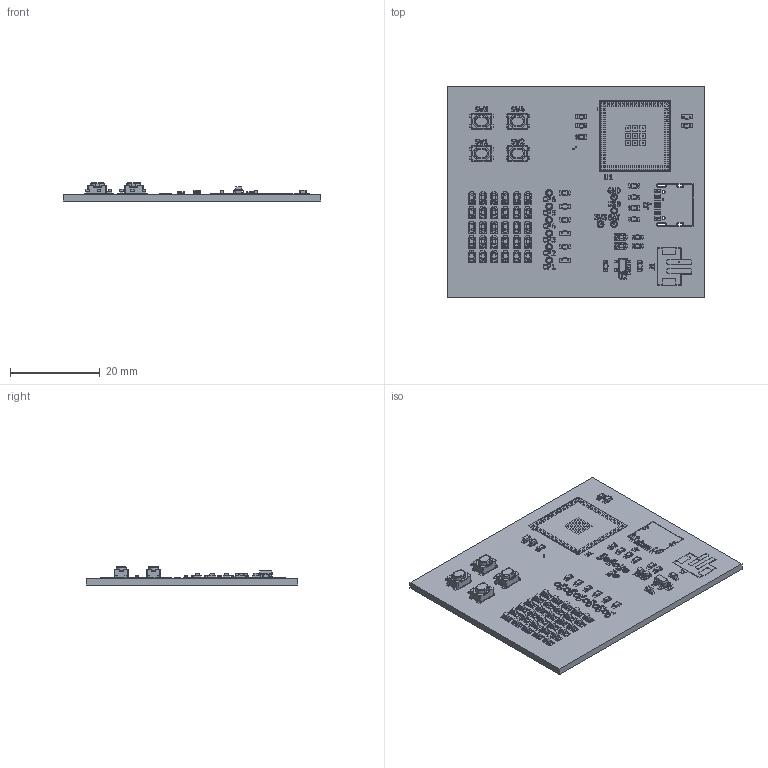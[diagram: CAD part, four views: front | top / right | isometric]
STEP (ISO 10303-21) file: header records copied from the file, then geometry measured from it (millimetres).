
FILE_DESCRIPTION(('KiCad electronic assembly'),'2;1');
FILE_NAME('matrix.step','2025-12-30T21:20:13',('Pcbnew'),('Kicad'), 'Open CASCADE STEP processor 7.8','KiCad to STEP converter','Unknown' );
FILE_SCHEMA(('AUTOMOTIVE_DESIGN { 1 0 10303 214 1 1 1 1 }'));
Length unit declared in the file: millimetre
Products named in the file (9): matrix 1; C_0603_1608Metric; R_0603_1608Metric; SOT-23-5; SW_SPST_PTS810; LED_0603_1608Metric; matrix_pad; matrix_silkscreen; matrix_PCB
Assembly tree (59 placements, depth 2):
  matrix 1
    C_0603_1608Metric  x5
    R_0603_1608Metric  x14
    SOT-23-5
    SW_SPST_PTS810  x4
    LED_0603_1608Metric  x32
    matrix_pad
    matrix_silkscreen
    matrix_PCB
Bounding box: 57.39 x 47.14 x 4.13 mm (x, y, z)
Volume: 4236.1 mm3; surface area: 6987.9 mm2
Topology: 295 solids, 453 shells, 4882 faces, 13298 edges, 9314 vertices
Faces by surface type: plane 3642, cylinder 1216, bspline 16, torus 8
Full cylindrical faces by diameter (mm): 0.25 x99, 0.3 x101, 0.65 x2, 1 x10
Entity records: 91926 total; most frequent: CARTESIAN_POINT 15617, DIRECTION 14894, ORIENTED_EDGE 13033, EDGE_CURVE 7367, VERTEX_POINT 5464, LINE 5188, VECTOR 5188, AXIS2_PLACEMENT_3D 4853
